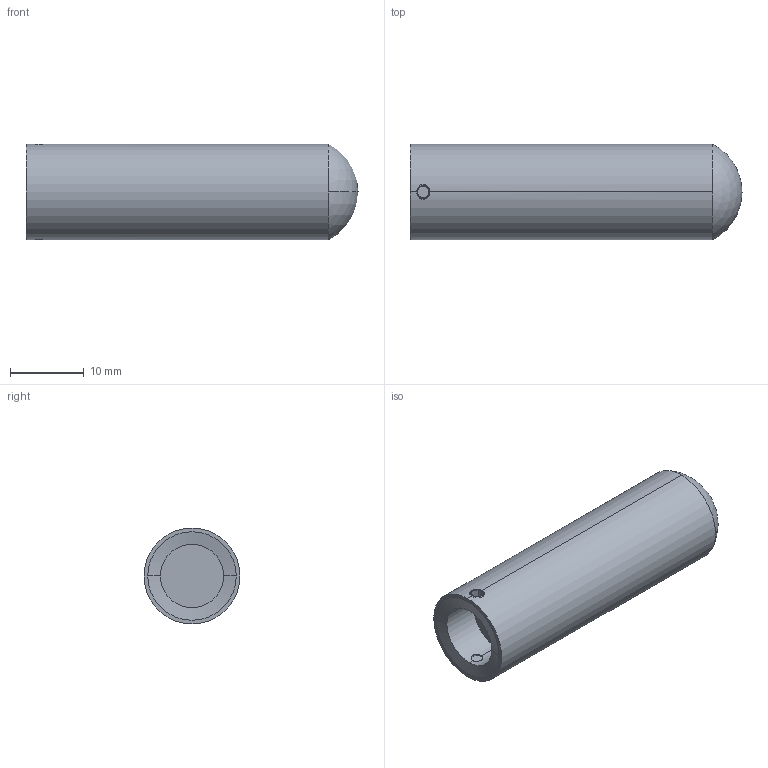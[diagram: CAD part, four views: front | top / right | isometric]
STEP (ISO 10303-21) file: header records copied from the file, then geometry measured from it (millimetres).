
FILE_DESCRIPTION (( 'STEP AP203' ), '1' );
FILE_NAME ('06ETB-1.STEP', '2016-05-09T09:21:45', ( '' ), ( '' ), 'SwSTEP 2.0', 'SolidWorks 2016', '' );
FILE_SCHEMA (( 'CONFIG_CONTROL_DESIGN' ));
Length unit declared in the file: millimetre
Products named in the file (1): 06ETB-1
Bounding box: 45 x 13 x 13 mm (x, y, z)
Volume: 5411.5 mm3; surface area: 2197.5 mm2
Topology: 3 solids, 3 shells, 44 faces, 102 edges, 63 vertices
Faces by surface type: plane 20, cylinder 12, cone 10, sphere 2
Entity records: 1419 total; most frequent: CARTESIAN_POINT 326, DIRECTION 216, ORIENTED_EDGE 204, EDGE_CURVE 102, AXIS2_PLACEMENT_3D 77, VERTEX_POINT 63, VECTOR 62, LINE 62
